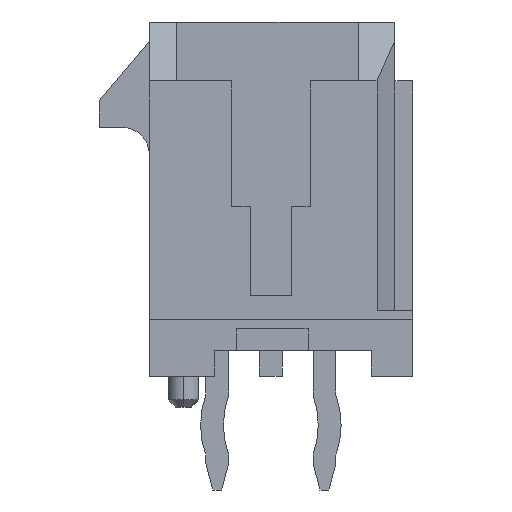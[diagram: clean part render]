
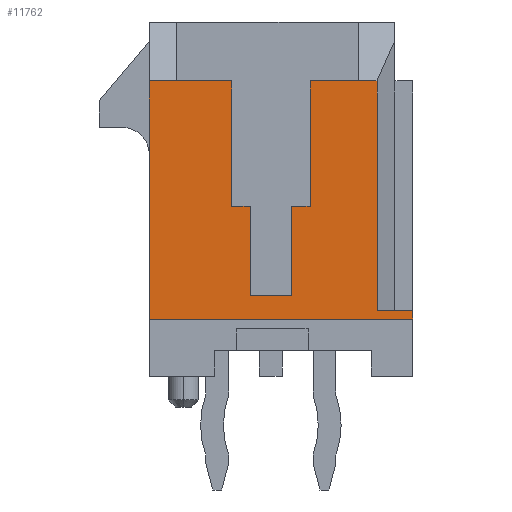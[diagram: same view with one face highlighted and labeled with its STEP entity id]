
A CAD part, left-side view. The second image highlights one B-rep face of the part: STEP entity #11762.
In plain terms, the highlighted planar face has unit normal (-1, 0, 0).
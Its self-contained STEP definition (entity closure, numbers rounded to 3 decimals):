
#1=DIRECTION('',(0.,0.,-1.));
#2=VECTOR('',#1,3.5);
#3=CARTESIAN_POINT('',(-18.325,-1.1,3.3));
#4=LINE('',#3,#2);
#5=DIRECTION('',(0.,1.,0.));
#6=VECTOR('',#5,1.35);
#7=CARTESIAN_POINT('',(-18.325,-2.45,3.3));
#8=LINE('',#7,#6);
#9=DIRECTION('',(0.,-1.,0.));
#10=VECTOR('',#9,0.52);
#11=CARTESIAN_POINT('',(-18.325,-2.45,3.3));
#12=LINE('',#11,#10);
#13=DIRECTION('',(0.,0.,-1.));
#14=VECTOR('',#13,6.41);
#15=CARTESIAN_POINT('',(-18.325,-2.97,3.3));
#16=LINE('',#15,#14);
#17=DIRECTION('',(0.,0.,-1.));
#18=VECTOR('',#17,0.25);
#19=CARTESIAN_POINT('',(-18.325,-3.97,-3.11));
#20=LINE('',#19,#18);
#21=DIRECTION('',(0.,1.,0.));
#22=VECTOR('',#21,7.37);
#23=CARTESIAN_POINT('',(-18.325,-3.97,-3.36));
#24=LINE('',#23,#22);
#25=DIRECTION('',(0.,0.,1.));
#26=VECTOR('',#25,6.66);
#27=CARTESIAN_POINT('',(-18.325,3.4,-3.36));
#28=LINE('',#27,#26);
#29=DIRECTION('',(0.,-1.,0.));
#30=VECTOR('',#29,0.76);
#31=CARTESIAN_POINT('',(-18.325,3.4,3.3));
#32=LINE('',#31,#30);
#33=DIRECTION('',(0.,1.,0.));
#34=VECTOR('',#33,1.54);
#35=CARTESIAN_POINT('',(-18.325,1.1,3.3));
#36=LINE('',#35,#34);
#37=DIRECTION('',(0.,0.,-1.));
#38=VECTOR('',#37,3.5);
#39=CARTESIAN_POINT('',(-18.325,1.1,3.3));
#40=LINE('',#39,#38);
#41=DIRECTION('',(0.,1.,0.));
#42=VECTOR('',#41,0.525);
#43=CARTESIAN_POINT('',(-18.325,0.575,-0.2));
#44=LINE('',#43,#42);
#45=DIRECTION('',(0.,0.,1.));
#46=VECTOR('',#45,2.5);
#47=CARTESIAN_POINT('',(-18.325,0.575,-2.7));
#48=LINE('',#47,#46);
#49=DIRECTION('',(0.,1.,0.));
#50=VECTOR('',#49,1.15);
#51=CARTESIAN_POINT('',(-18.325,-0.575,-2.7));
#52=LINE('',#51,#50);
#53=DIRECTION('',(0.,0.,-1.));
#54=VECTOR('',#53,2.5);
#55=CARTESIAN_POINT('',(-18.325,-0.575,-0.2));
#56=LINE('',#55,#54);
#57=DIRECTION('',(0.,1.,0.));
#58=VECTOR('',#57,0.525);
#59=CARTESIAN_POINT('',(-18.325,-1.1,-0.2));
#60=LINE('',#59,#58);
#3847=DIRECTION('',(0.,1.,0.));
#3848=VECTOR('',#3847,1.);
#3849=CARTESIAN_POINT('',(-18.325,-3.97,-3.11));
#3850=LINE('',#3849,#3848);
#8892=CARTESIAN_POINT('',(-18.325,3.4,3.3));
#8894=VERTEX_POINT('',#8892);
#8941=CARTESIAN_POINT('',(-18.325,-3.97,-3.11));
#8942=CARTESIAN_POINT('',(-18.325,-2.97,-3.11));
#8943=VERTEX_POINT('',#8941);
#8944=VERTEX_POINT('',#8942);
#8949=CARTESIAN_POINT('',(-18.325,2.64,3.3));
#8950=VERTEX_POINT('',#8949);
#8951=CARTESIAN_POINT('',(-18.325,-2.45,3.3));
#8952=VERTEX_POINT('',#8951);
#9241=CARTESIAN_POINT('',(-18.325,-1.1,3.3));
#9242=CARTESIAN_POINT('',(-18.325,-1.1,-0.2));
#9243=VERTEX_POINT('',#9241);
#9244=VERTEX_POINT('',#9242);
#9245=CARTESIAN_POINT('',(-18.325,-0.575,-0.2));
#9246=VERTEX_POINT('',#9245);
#9247=CARTESIAN_POINT('',(-18.325,-0.575,-2.7));
#9248=VERTEX_POINT('',#9247);
#9249=CARTESIAN_POINT('',(-18.325,0.575,-2.7));
#9250=VERTEX_POINT('',#9249);
#9251=CARTESIAN_POINT('',(-18.325,0.575,-0.2));
#9252=VERTEX_POINT('',#9251);
#9253=CARTESIAN_POINT('',(-18.325,1.1,-0.2));
#9254=VERTEX_POINT('',#9253);
#9255=CARTESIAN_POINT('',(-18.325,1.1,3.3));
#9256=VERTEX_POINT('',#9255);
#10653=CARTESIAN_POINT('',(-18.325,-3.97,-3.36));
#10654=CARTESIAN_POINT('',(-18.325,3.4,-3.36));
#10655=VERTEX_POINT('',#10653);
#10656=VERTEX_POINT('',#10654);
#10685=CARTESIAN_POINT('',(-18.325,-2.97,3.3));
#10686=VERTEX_POINT('',#10685);
#11723=CARTESIAN_POINT('',(-18.325,0.,0.));
#11724=DIRECTION('',(1.,0.,0.));
#11725=DIRECTION('',(0.,0.,-1.));
#11726=AXIS2_PLACEMENT_3D('',#11723,#11724,#11725);
#11727=PLANE('',#11726);
#11729=ORIENTED_EDGE('',*,*,#11728,.F.);
#11731=ORIENTED_EDGE('',*,*,#11730,.F.);
#11733=ORIENTED_EDGE('',*,*,#11732,.T.);
#11735=ORIENTED_EDGE('',*,*,#11734,.T.);
#11737=ORIENTED_EDGE('',*,*,#11736,.F.);
#11739=ORIENTED_EDGE('',*,*,#11738,.T.);
#11741=ORIENTED_EDGE('',*,*,#11740,.T.);
#11743=ORIENTED_EDGE('',*,*,#11742,.T.);
#11745=ORIENTED_EDGE('',*,*,#11744,.T.);
#11747=ORIENTED_EDGE('',*,*,#11746,.F.);
#11749=ORIENTED_EDGE('',*,*,#11748,.T.);
#11751=ORIENTED_EDGE('',*,*,#11750,.F.);
#11753=ORIENTED_EDGE('',*,*,#11752,.F.);
#11755=ORIENTED_EDGE('',*,*,#11754,.F.);
#11757=ORIENTED_EDGE('',*,*,#11756,.F.);
#11759=ORIENTED_EDGE('',*,*,#11758,.F.);
#11760=EDGE_LOOP('',(#11729,#11731,#11733,#11735,#11737,#11739,#11741,#11743,
#11745,#11747,#11749,#11751,#11753,#11755,#11757,#11759));
#11761=FACE_OUTER_BOUND('',#11760,.F.);
#11762=ADVANCED_FACE('',(#11761),#11727,.F.);
#11728=EDGE_CURVE('',#9243,#9244,#4,.T.);
#11730=EDGE_CURVE('',#8952,#9243,#8,.T.);
#11732=EDGE_CURVE('',#8952,#10686,#12,.T.);
#11734=EDGE_CURVE('',#10686,#8944,#16,.T.);
#11736=EDGE_CURVE('',#8943,#8944,#3850,.T.);
#11738=EDGE_CURVE('',#8943,#10655,#20,.T.);
#11740=EDGE_CURVE('',#10655,#10656,#24,.T.);
#11742=EDGE_CURVE('',#10656,#8894,#28,.T.);
#11744=EDGE_CURVE('',#8894,#8950,#32,.T.);
#11746=EDGE_CURVE('',#9256,#8950,#36,.T.);
#11748=EDGE_CURVE('',#9256,#9254,#40,.T.);
#11750=EDGE_CURVE('',#9252,#9254,#44,.T.);
#11752=EDGE_CURVE('',#9250,#9252,#48,.T.);
#11754=EDGE_CURVE('',#9248,#9250,#52,.T.);
#11756=EDGE_CURVE('',#9246,#9248,#56,.T.);
#11758=EDGE_CURVE('',#9244,#9246,#60,.T.);
